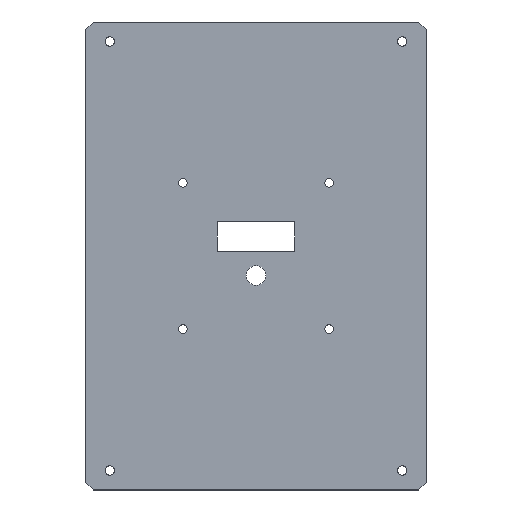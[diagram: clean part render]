
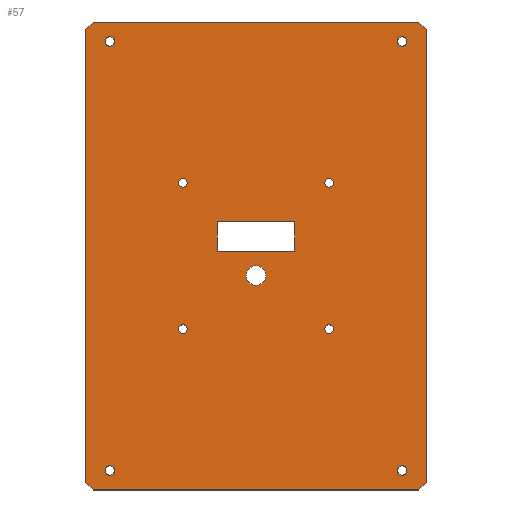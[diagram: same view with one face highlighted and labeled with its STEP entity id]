
A CAD part, top view. The second image highlights one B-rep face of the part: STEP entity #57.
In plain terms, the highlighted planar face has unit normal (0, 0, 1).
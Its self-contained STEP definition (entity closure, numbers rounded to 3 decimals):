
#21 = EDGE_CURVE('',#22,#24,#26,.T.);
#22 = VERTEX_POINT('',#23);
#23 = CARTESIAN_POINT('',(87.399,-116.,0.));
#24 = VERTEX_POINT('',#25);
#25 = CARTESIAN_POINT('',(87.399,116.,0.));
#26 = LINE('',#27,#28);
#27 = CARTESIAN_POINT('',(87.399,-120.,0.));
#28 = VECTOR('',#29,1.);
#29 = DIRECTION('',(0.,1.,0.));
#57 = ADVANCED_FACE('',(#58,#115,#126,#137,#148,#159,#170,#181,#192,#226
    ,#237),#248,.F.);
#58 = FACE_BOUND('',#59,.F.);
#59 = EDGE_LOOP('',(#60,#61,#69,#77,#85,#93,#101,#109));
#60 = ORIENTED_EDGE('',*,*,#21,.F.);
#61 = ORIENTED_EDGE('',*,*,#62,.T.);
#62 = EDGE_CURVE('',#22,#63,#65,.T.);
#63 = VERTEX_POINT('',#64);
#64 = CARTESIAN_POINT('',(83.399,-120.,0.));
#65 = LINE('',#66,#67);
#66 = CARTESIAN_POINT('',(93.549,-109.85,0.));
#67 = VECTOR('',#68,1.);
#68 = DIRECTION('',(-0.707,-0.707,0.));
#69 = ORIENTED_EDGE('',*,*,#70,.F.);
#70 = EDGE_CURVE('',#71,#63,#73,.T.);
#71 = VERTEX_POINT('',#72);
#72 = CARTESIAN_POINT('',(-83.399,-120.,0.));
#73 = LINE('',#74,#75);
#74 = CARTESIAN_POINT('',(-87.399,-120.,0.));
#75 = VECTOR('',#76,1.);
#76 = DIRECTION('',(1.,0.,0.));
#77 = ORIENTED_EDGE('',*,*,#78,.T.);
#78 = EDGE_CURVE('',#71,#79,#81,.T.);
#79 = VERTEX_POINT('',#80);
#80 = CARTESIAN_POINT('',(-87.399,-116.,0.));
#81 = LINE('',#82,#83);
#82 = CARTESIAN_POINT('',(-93.549,-109.85,0.));
#83 = VECTOR('',#84,1.);
#84 = DIRECTION('',(-0.707,0.707,0.));
#85 = ORIENTED_EDGE('',*,*,#86,.F.);
#86 = EDGE_CURVE('',#87,#79,#89,.T.);
#87 = VERTEX_POINT('',#88);
#88 = CARTESIAN_POINT('',(-87.399,116.,0.));
#89 = LINE('',#90,#91);
#90 = CARTESIAN_POINT('',(-87.399,120.,0.));
#91 = VECTOR('',#92,1.);
#92 = DIRECTION('',(0.,-1.,0.));
#93 = ORIENTED_EDGE('',*,*,#94,.F.);
#94 = EDGE_CURVE('',#95,#87,#97,.T.);
#95 = VERTEX_POINT('',#96);
#96 = CARTESIAN_POINT('',(-83.399,120.,0.));
#97 = LINE('',#98,#99);
#98 = CARTESIAN_POINT('',(-93.549,109.85,0.));
#99 = VECTOR('',#100,1.);
#100 = DIRECTION('',(-0.707,-0.707,0.));
#101 = ORIENTED_EDGE('',*,*,#102,.F.);
#102 = EDGE_CURVE('',#103,#95,#105,.T.);
#103 = VERTEX_POINT('',#104);
#104 = CARTESIAN_POINT('',(83.399,120.,0.));
#105 = LINE('',#106,#107);
#106 = CARTESIAN_POINT('',(87.399,120.,0.));
#107 = VECTOR('',#108,1.);
#108 = DIRECTION('',(-1.,0.,0.));
#109 = ORIENTED_EDGE('',*,*,#110,.F.);
#110 = EDGE_CURVE('',#24,#103,#111,.T.);
#111 = LINE('',#112,#113);
#112 = CARTESIAN_POINT('',(93.549,109.85,0.));
#113 = VECTOR('',#114,1.);
#114 = DIRECTION('',(-0.707,0.707,0.));
#115 = FACE_BOUND('',#116,.F.);
#116 = EDGE_LOOP('',(#117));
#117 = ORIENTED_EDGE('',*,*,#118,.T.);
#118 = EDGE_CURVE('',#119,#119,#121,.T.);
#119 = VERTEX_POINT('',#120);
#120 = CARTESIAN_POINT('',(-72.6,-110.,0.));
#121 = CIRCLE('',#122,2.4);
#122 = AXIS2_PLACEMENT_3D('',#123,#124,#125);
#123 = CARTESIAN_POINT('',(-75.,-110.,0.));
#124 = DIRECTION('',(-0.,0.,1.));
#125 = DIRECTION('',(1.,0.,0.));
#126 = FACE_BOUND('',#127,.F.);
#127 = EDGE_LOOP('',(#128));
#128 = ORIENTED_EDGE('',*,*,#129,.T.);
#129 = EDGE_CURVE('',#130,#130,#132,.T.);
#130 = VERTEX_POINT('',#131);
#131 = CARTESIAN_POINT('',(-35.25,-37.5,0.));
#132 = CIRCLE('',#133,2.25);
#133 = AXIS2_PLACEMENT_3D('',#134,#135,#136);
#134 = CARTESIAN_POINT('',(-37.5,-37.5,0.));
#135 = DIRECTION('',(-0.,0.,1.));
#136 = DIRECTION('',(1.,0.,0.));
#137 = FACE_BOUND('',#138,.F.);
#138 = EDGE_LOOP('',(#139));
#139 = ORIENTED_EDGE('',*,*,#140,.T.);
#140 = EDGE_CURVE('',#141,#141,#143,.T.);
#141 = VERTEX_POINT('',#142);
#142 = CARTESIAN_POINT('',(-72.6,110.,0.));
#143 = CIRCLE('',#144,2.4);
#144 = AXIS2_PLACEMENT_3D('',#145,#146,#147);
#145 = CARTESIAN_POINT('',(-75.,110.,0.));
#146 = DIRECTION('',(-0.,0.,1.));
#147 = DIRECTION('',(1.,0.,0.));
#148 = FACE_BOUND('',#149,.F.);
#149 = EDGE_LOOP('',(#150));
#150 = ORIENTED_EDGE('',*,*,#151,.T.);
#151 = EDGE_CURVE('',#152,#152,#154,.T.);
#152 = VERTEX_POINT('',#153);
#153 = CARTESIAN_POINT('',(-35.25,37.5,0.));
#154 = CIRCLE('',#155,2.25);
#155 = AXIS2_PLACEMENT_3D('',#156,#157,#158);
#156 = CARTESIAN_POINT('',(-37.5,37.5,0.));
#157 = DIRECTION('',(-0.,0.,1.));
#158 = DIRECTION('',(1.,0.,0.));
#159 = FACE_BOUND('',#160,.F.);
#160 = EDGE_LOOP('',(#161));
#161 = ORIENTED_EDGE('',*,*,#162,.T.);
#162 = EDGE_CURVE('',#163,#163,#165,.T.);
#163 = VERTEX_POINT('',#164);
#164 = CARTESIAN_POINT('',(5.,-10.,0.));
#165 = CIRCLE('',#166,5.);
#166 = AXIS2_PLACEMENT_3D('',#167,#168,#169);
#167 = CARTESIAN_POINT('',(0.,-10.,0.));
#168 = DIRECTION('',(0.,0.,1.));
#169 = DIRECTION('',(1.,0.,0.));
#170 = FACE_BOUND('',#171,.F.);
#171 = EDGE_LOOP('',(#172));
#172 = ORIENTED_EDGE('',*,*,#173,.T.);
#173 = EDGE_CURVE('',#174,#174,#176,.T.);
#174 = VERTEX_POINT('',#175);
#175 = CARTESIAN_POINT('',(39.75,-37.5,0.));
#176 = CIRCLE('',#177,2.25);
#177 = AXIS2_PLACEMENT_3D('',#178,#179,#180);
#178 = CARTESIAN_POINT('',(37.5,-37.5,0.));
#179 = DIRECTION('',(-0.,0.,1.));
#180 = DIRECTION('',(1.,0.,0.));
#181 = FACE_BOUND('',#182,.F.);
#182 = EDGE_LOOP('',(#183));
#183 = ORIENTED_EDGE('',*,*,#184,.T.);
#184 = EDGE_CURVE('',#185,#185,#187,.T.);
#185 = VERTEX_POINT('',#186);
#186 = CARTESIAN_POINT('',(77.4,-110.,0.));
#187 = CIRCLE('',#188,2.4);
#188 = AXIS2_PLACEMENT_3D('',#189,#190,#191);
#189 = CARTESIAN_POINT('',(75.,-110.,0.));
#190 = DIRECTION('',(-0.,0.,1.));
#191 = DIRECTION('',(1.,0.,0.));
#192 = FACE_BOUND('',#193,.F.);
#193 = EDGE_LOOP('',(#194,#204,#212,#220));
#194 = ORIENTED_EDGE('',*,*,#195,.T.);
#195 = EDGE_CURVE('',#196,#198,#200,.T.);
#196 = VERTEX_POINT('',#197);
#197 = CARTESIAN_POINT('',(20.,17.5,0.));
#198 = VERTEX_POINT('',#199);
#199 = CARTESIAN_POINT('',(-20.,17.5,0.));
#200 = LINE('',#201,#202);
#201 = CARTESIAN_POINT('',(20.,17.5,0.));
#202 = VECTOR('',#203,1.);
#203 = DIRECTION('',(-1.,0.,0.));
#204 = ORIENTED_EDGE('',*,*,#205,.T.);
#205 = EDGE_CURVE('',#198,#206,#208,.T.);
#206 = VERTEX_POINT('',#207);
#207 = CARTESIAN_POINT('',(-20.,2.5,0.));
#208 = LINE('',#209,#210);
#209 = CARTESIAN_POINT('',(-20.,17.5,0.));
#210 = VECTOR('',#211,1.);
#211 = DIRECTION('',(0.,-1.,0.));
#212 = ORIENTED_EDGE('',*,*,#213,.T.);
#213 = EDGE_CURVE('',#206,#214,#216,.T.);
#214 = VERTEX_POINT('',#215);
#215 = CARTESIAN_POINT('',(20.,2.5,0.));
#216 = LINE('',#217,#218);
#217 = CARTESIAN_POINT('',(-20.,2.5,0.));
#218 = VECTOR('',#219,1.);
#219 = DIRECTION('',(1.,0.,0.));
#220 = ORIENTED_EDGE('',*,*,#221,.T.);
#221 = EDGE_CURVE('',#214,#196,#222,.T.);
#222 = LINE('',#223,#224);
#223 = CARTESIAN_POINT('',(20.,2.5,0.));
#224 = VECTOR('',#225,1.);
#225 = DIRECTION('',(0.,1.,0.));
#226 = FACE_BOUND('',#227,.F.);
#227 = EDGE_LOOP('',(#228));
#228 = ORIENTED_EDGE('',*,*,#229,.T.);
#229 = EDGE_CURVE('',#230,#230,#232,.T.);
#230 = VERTEX_POINT('',#231);
#231 = CARTESIAN_POINT('',(39.75,37.5,0.));
#232 = CIRCLE('',#233,2.25);
#233 = AXIS2_PLACEMENT_3D('',#234,#235,#236);
#234 = CARTESIAN_POINT('',(37.5,37.5,0.));
#235 = DIRECTION('',(-0.,0.,1.));
#236 = DIRECTION('',(1.,0.,0.));
#237 = FACE_BOUND('',#238,.F.);
#238 = EDGE_LOOP('',(#239));
#239 = ORIENTED_EDGE('',*,*,#240,.T.);
#240 = EDGE_CURVE('',#241,#241,#243,.T.);
#241 = VERTEX_POINT('',#242);
#242 = CARTESIAN_POINT('',(77.4,110.,0.));
#243 = CIRCLE('',#244,2.4);
#244 = AXIS2_PLACEMENT_3D('',#245,#246,#247);
#245 = CARTESIAN_POINT('',(75.,110.,0.));
#246 = DIRECTION('',(-0.,0.,1.));
#247 = DIRECTION('',(1.,0.,0.));
#248 = PLANE('',#249);
#249 = AXIS2_PLACEMENT_3D('',#250,#251,#252);
#250 = CARTESIAN_POINT('',(0.,0.,0.));
#251 = DIRECTION('',(0.,0.,-1.));
#252 = DIRECTION('',(0.,1.,0.));
